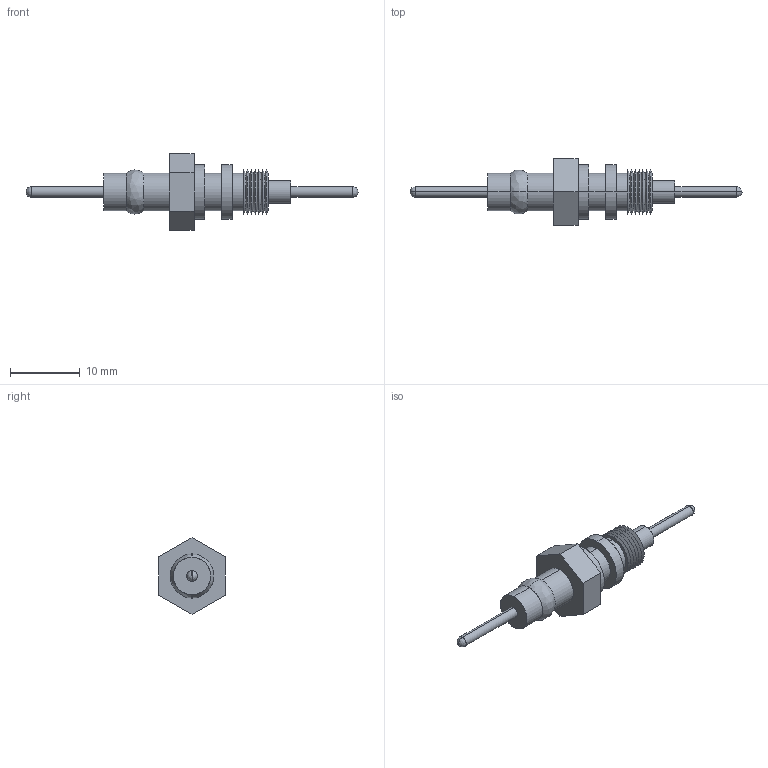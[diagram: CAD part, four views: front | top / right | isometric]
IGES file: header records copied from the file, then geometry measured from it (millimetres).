
Start section: SolidWorks IGES file using analytic representation for surfaces
Global section: file name: 50015-01-A.IGS; native system: SolidWorks 2007; preprocessor: SolidWorks 2007; author: Juan Medina; date: 070731.140730; units: inch
Bounding box: 47.7 x 9.53 x 11 mm (x, y, z)
Surface area: 907 mm2 (no closed solid volume)
Topology: 0 solids, 0 shells, 71 faces, 572 edges, 568 vertices
Faces by surface type: revolution 52, bspline 19
